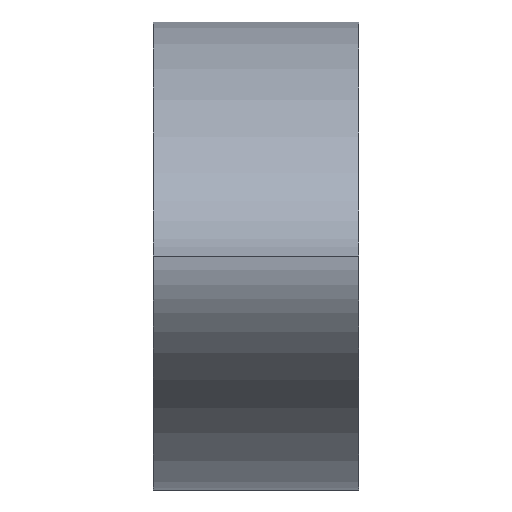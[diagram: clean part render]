
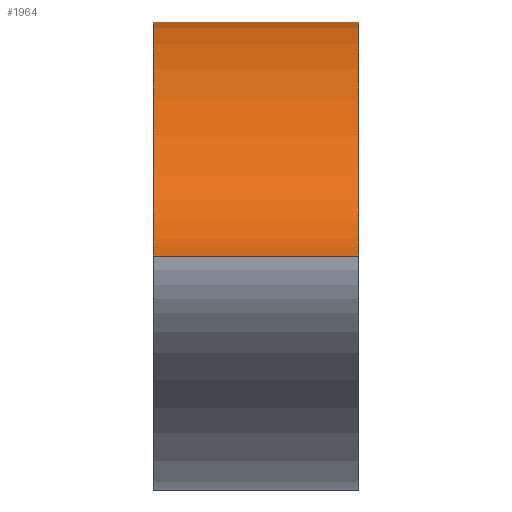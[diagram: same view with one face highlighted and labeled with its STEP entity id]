
A CAD part, front view. The second image highlights one B-rep face of the part: STEP entity #1964.
In plain terms, the highlighted free-form (B-spline) face has degree [3, 1] with [4, 2] control points.
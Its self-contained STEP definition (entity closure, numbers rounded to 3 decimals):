
#31 = ORIENTED_EDGE ( 'NONE', *, *, #2368, .T. ) ;
#73 = VECTOR ( 'NONE', #2493, 1000. ) ;
#106 = B_SPLINE_SURFACE_WITH_KNOTS ( 'NONE', 3, 1, ( 
 ( #1590, #2416 ),
 ( #1385, #575 ),
 ( #328, #2030 ),
 ( #2629, #353 ) ),
 .UNSPECIFIED., .F., .F., .F.,
 ( 4, 4 ),
 ( 2, 2 ),
 ( 0., 1. ),
 ( 0., 1. ),
 .UNSPECIFIED. ) ;
#127 = CARTESIAN_POINT ( 'NONE',  ( 104.375, -144.433, 317.114 ) ) ;
#129 = ORIENTED_EDGE ( 'NONE', *, *, #2383, .T. ) ;
#143 = LINE ( 'NONE', #333, #548 ) ;
#328 = CARTESIAN_POINT ( 'NONE',  ( 148.375, -144.433, 340.447 ) ) ;
#333 = CARTESIAN_POINT ( 'NONE',  ( 319.74, -144.433, 317.114 ) ) ;
#353 = CARTESIAN_POINT ( 'NONE',  ( 104.375, -144.433, 317.114 ) ) ;
#387 = LINE ( 'NONE', #1387, #73 ) ;
#500 = VERTEX_POINT ( 'NONE', #127 ) ;
#548 = VECTOR ( 'NONE', #2023, 1000. ) ;
#559 = CARTESIAN_POINT ( 'NONE',  ( 104.375, -97.766, 367.114 ) ) ;
#575 = CARTESIAN_POINT ( 'NONE',  ( 104.375, -97.766, 367.114 ) ) ;
#706 = CARTESIAN_POINT ( 'NONE',  ( 148.375, -61.1, 367.114 ) ) ;
#736 = VERTEX_POINT ( 'NONE', #1186 ) ;
#738 = CARTESIAN_POINT ( 'NONE',  ( 148.375, -144.433, 317.114 ) ) ;
#825 = VERTEX_POINT ( 'NONE', #1081 ) ;
#929 = CARTESIAN_POINT ( 'NONE',  ( 148.375, -97.766, 367.114 ) ) ;
#1081 = CARTESIAN_POINT ( 'NONE',  ( 148.375, -61.1, 367.114 ) ) ;
#1186 = CARTESIAN_POINT ( 'NONE',  ( 104.375, -61.1, 367.114 ) ) ;
#1324 = B_SPLINE_CURVE_WITH_KNOTS ( 'NONE', 3,
 ( #2448, #559, #2475, #1400 ),
 .UNSPECIFIED., .F., .F.,
 ( 4, 4 ),
 ( 0., 1. ),
 .UNSPECIFIED. ) ;
#1385 = CARTESIAN_POINT ( 'NONE',  ( 148.375, -97.766, 367.114 ) ) ;
#1387 = CARTESIAN_POINT ( 'NONE',  ( 319.74, -61.1, 367.114 ) ) ;
#1400 = CARTESIAN_POINT ( 'NONE',  ( 104.375, -144.433, 317.114 ) ) ;
#1511 = EDGE_LOOP ( 'NONE', ( #2234, #2563, #129, #31 ) ) ;
#1590 = CARTESIAN_POINT ( 'NONE',  ( 148.375, -61.1, 367.114 ) ) ;
#1713 = EDGE_CURVE ( 'NONE', #1976, #500, #143, .T. ) ;
#1743 = B_SPLINE_CURVE_WITH_KNOTS ( 'NONE', 3,
 ( #706, #929, #1789, #2181 ),
 .UNSPECIFIED., .F., .F.,
 ( 4, 4 ),
 ( 0., 1. ),
 .UNSPECIFIED. ) ;
#1789 = CARTESIAN_POINT ( 'NONE',  ( 148.375, -144.433, 340.447 ) ) ;
#1964 = ADVANCED_FACE ( 'NONE', ( #2480 ), #106, .F. ) ;
#1976 = VERTEX_POINT ( 'NONE', #738 ) ;
#2023 = DIRECTION ( 'NONE',  ( -1., 0., 0. ) ) ;
#2030 = CARTESIAN_POINT ( 'NONE',  ( 104.375, -144.433, 340.447 ) ) ;
#2181 = CARTESIAN_POINT ( 'NONE',  ( 148.375, -144.433, 317.114 ) ) ;
#2234 = ORIENTED_EDGE ( 'NONE', *, *, #1713, .F. ) ;
#2368 = EDGE_CURVE ( 'NONE', #736, #500, #1324, .T. ) ;
#2383 = EDGE_CURVE ( 'NONE', #825, #736, #387, .T. ) ;
#2416 = CARTESIAN_POINT ( 'NONE',  ( 104.375, -61.1, 367.114 ) ) ;
#2448 = CARTESIAN_POINT ( 'NONE',  ( 104.375, -61.1, 367.114 ) ) ;
#2456 = EDGE_CURVE ( 'NONE', #825, #1976, #1743, .T. ) ;
#2475 = CARTESIAN_POINT ( 'NONE',  ( 104.375, -144.433, 340.447 ) ) ;
#2480 = FACE_OUTER_BOUND ( 'NONE', #1511, .T. ) ;
#2493 = DIRECTION ( 'NONE',  ( -1., 0., 0. ) ) ;
#2563 = ORIENTED_EDGE ( 'NONE', *, *, #2456, .F. ) ;
#2629 = CARTESIAN_POINT ( 'NONE',  ( 148.375, -144.433, 317.114 ) ) ;
